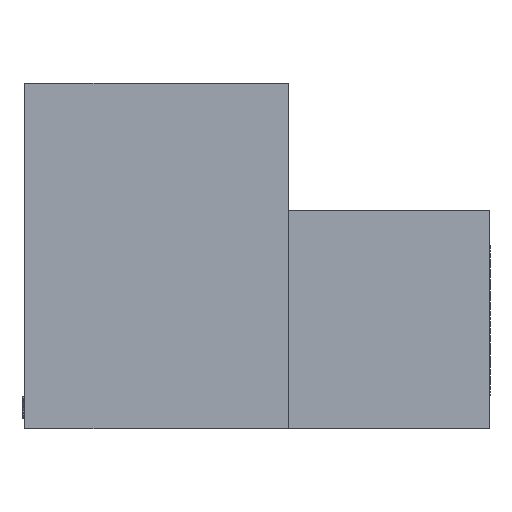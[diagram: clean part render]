
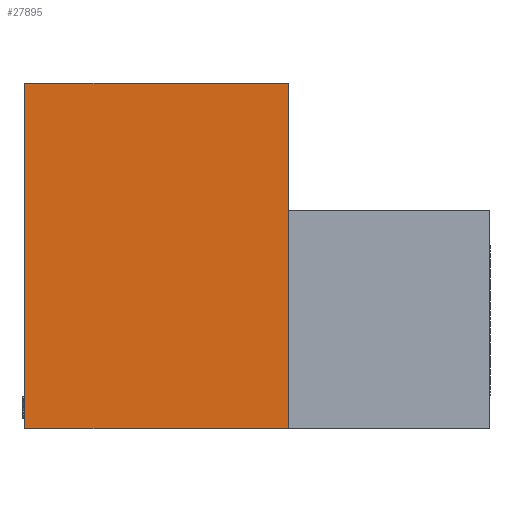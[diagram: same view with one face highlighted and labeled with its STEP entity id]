
A CAD part, left-side view. The second image highlights one B-rep face of the part: STEP entity #27895.
In plain terms, the highlighted planar face has unit normal (-1, 0, 0).
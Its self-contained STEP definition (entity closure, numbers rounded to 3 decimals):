
#523 = VERTEX_POINT ( 'NONE', #35170 ) ;
#2545 = CARTESIAN_POINT ( 'NONE',  ( 0., 0., -15.088 ) ) ;
#3554 = CARTESIAN_POINT ( 'NONE',  ( 0., 11.506, 0. ) ) ;
#4317 = VECTOR ( 'NONE', #9812, 1000. ) ;
#5108 = CARTESIAN_POINT ( 'NONE',  ( 0., 11.506, -15.088 ) ) ;
#5347 = VERTEX_POINT ( 'NONE', #33890 ) ;
#6794 = DIRECTION ( 'NONE',  ( 0., 0., -1. ) ) ;
#7060 = ORIENTED_EDGE ( 'NONE', *, *, #18186, .F. ) ;
#8694 = EDGE_CURVE ( 'NONE', #523, #5347, #24425, .T. ) ;
#9812 = DIRECTION ( 'NONE',  ( 0., 1., 0. ) ) ;
#10505 = VERTEX_POINT ( 'NONE', #2545 ) ;
#12386 = CARTESIAN_POINT ( 'NONE',  ( 0., 11.506, -15.088 ) ) ;
#13498 = CARTESIAN_POINT ( 'NONE',  ( 0., -8.814, -15.088 ) ) ;
#13615 = VECTOR ( 'NONE', #39596, 1000. ) ;
#13787 = DIRECTION ( 'NONE',  ( 1., 0., 0. ) ) ;
#16031 = DIRECTION ( 'NONE',  ( 0., 0., 1. ) ) ;
#16887 = ORIENTED_EDGE ( 'NONE', *, *, #23006, .F. ) ;
#18186 = EDGE_CURVE ( 'NONE', #10505, #37688, #25918, .T. ) ;
#19436 = AXIS2_PLACEMENT_3D ( 'NONE', #28900, #13787, #6794 ) ;
#23006 = EDGE_CURVE ( 'NONE', #37688, #523, #33523, .T. ) ;
#24070 = EDGE_LOOP ( 'NONE', ( #7060, #41650, #35482, #16887 ) ) ;
#24425 = LINE ( 'NONE', #3554, #13615 ) ;
#25918 = LINE ( 'NONE', #13498, #4317 ) ;
#27895 = ADVANCED_FACE ( 'NONE', ( #34527 ), #47114, .F. ) ;
#27974 = CARTESIAN_POINT ( 'NONE',  ( 0., 0., 0. ) ) ;
#28900 = CARTESIAN_POINT ( 'NONE',  ( 0., 0., 0. ) ) ;
#29175 = EDGE_CURVE ( 'NONE', #5347, #10505, #29332, .T. ) ;
#29332 = LINE ( 'NONE', #27974, #39518 ) ;
#33523 = LINE ( 'NONE', #12386, #41482 ) ;
#33890 = CARTESIAN_POINT ( 'NONE',  ( 0., 0., 0. ) ) ;
#34527 = FACE_OUTER_BOUND ( 'NONE', #24070, .T. ) ;
#35170 = CARTESIAN_POINT ( 'NONE',  ( 0., 11.506, 0. ) ) ;
#35482 = ORIENTED_EDGE ( 'NONE', *, *, #8694, .F. ) ;
#37688 = VERTEX_POINT ( 'NONE', #5108 ) ;
#38629 = DIRECTION ( 'NONE',  ( 0., 0., -1. ) ) ;
#39518 = VECTOR ( 'NONE', #38629, 1000. ) ;
#39596 = DIRECTION ( 'NONE',  ( 0., -1., 0. ) ) ;
#41482 = VECTOR ( 'NONE', #16031, 1000. ) ;
#41650 = ORIENTED_EDGE ( 'NONE', *, *, #29175, .F. ) ;
#47114 = PLANE ( 'NONE',  #19436 ) ;
